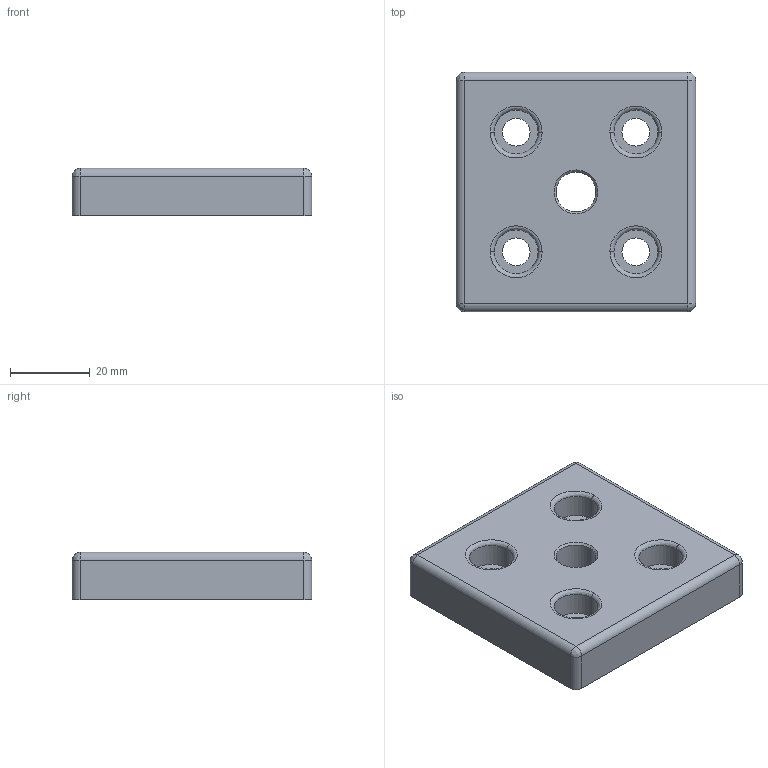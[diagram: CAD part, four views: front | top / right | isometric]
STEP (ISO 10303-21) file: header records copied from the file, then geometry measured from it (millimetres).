
FILE_DESCRIPTION (( 'STEP AP203' ), '1' );
FILE_NAME ('203500309_c_1.STEP', '2022-11-04T16:35:26', ( '' ), ( '' ), 'SwSTEP 2.0', 'SolidWorks 2014', '' );
FILE_SCHEMA (( 'CONFIG_CONTROL_DESIGN' ));
Length unit declared in the file: millimetre
Products named in the file (1): 203500309_c_1
Bounding box: 60 x 60 x 12 mm (x, y, z)
Volume: 28324.5 mm3; surface area: 15201.8 mm2
Topology: 1 solids, 1 shells, 171 faces, 419 edges, 246 vertices
Faces by surface type: cylinder 87, bspline 56, plane 26, cone 2
Entity records: 6247 total; most frequent: CARTESIAN_POINT 2349, DIRECTION 817, ORIENTED_EDGE 814, EDGE_CURVE 407, AXIS2_PLACEMENT_3D 340, VERTEX_POINT 246, CIRCLE 224, EDGE_LOOP 189
